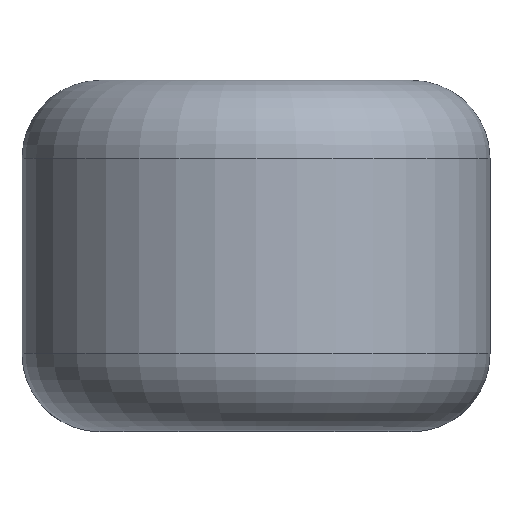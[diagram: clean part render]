
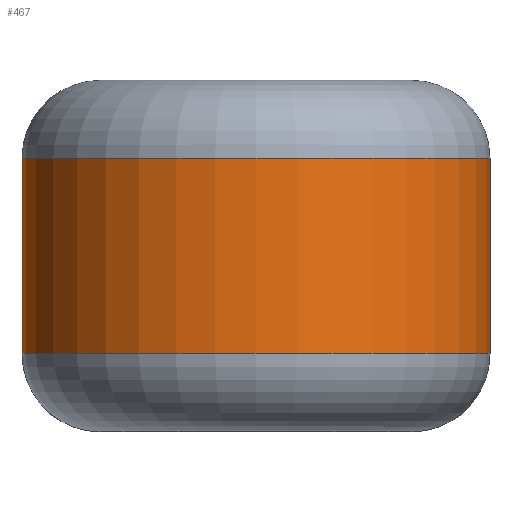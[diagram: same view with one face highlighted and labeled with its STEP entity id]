
A CAD part, top view. The second image highlights one B-rep face of the part: STEP entity #467.
In plain terms, the highlighted cylindrical face has radius 6 mm (diameter 12 mm), a partial arc.
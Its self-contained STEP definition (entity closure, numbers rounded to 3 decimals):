
#45=FACE_OUTER_BOUND('',#72,.T.);
#72=EDGE_LOOP('',(#361,#362,#363,#364));
#107=LINE('',#792,#143);
#110=LINE('',#798,#146);
#143=VECTOR('',#640,10.);
#146=VECTOR('',#645,10.);
#179=CIRCLE('',#524,6.);
#181=CIRCLE('',#529,6.);
#216=VERTEX_POINT('',#773);
#218=VERTEX_POINT('',#779);
#222=VERTEX_POINT('',#791);
#224=VERTEX_POINT('',#797);
#271=EDGE_CURVE('',#216,#218,#179,.T.);
#275=EDGE_CURVE('',#222,#218,#107,.T.);
#278=EDGE_CURVE('',#216,#224,#110,.T.);
#279=EDGE_CURVE('',#222,#224,#181,.T.);
#361=ORIENTED_EDGE('',*,*,#271,.F.);
#362=ORIENTED_EDGE('',*,*,#278,.T.);
#363=ORIENTED_EDGE('',*,*,#279,.F.);
#364=ORIENTED_EDGE('',*,*,#275,.T.);
#449=CYLINDRICAL_SURFACE('',#528,6.);
#467=ADVANCED_FACE('',(#45),#449,.T.);
#524=AXIS2_PLACEMENT_3D('',#783,#630,#631);
#528=AXIS2_PLACEMENT_3D('',#796,#643,#644);
#529=AXIS2_PLACEMENT_3D('',#799,#646,#647);
#630=DIRECTION('center_axis',(0.,1.,0.));
#631=DIRECTION('ref_axis',(0.,0.,1.));
#640=DIRECTION('',(0.,1.,0.));
#643=DIRECTION('center_axis',(0.,1.,0.));
#644=DIRECTION('ref_axis',(1.,0.,0.));
#645=DIRECTION('',(0.,-1.,0.));
#646=DIRECTION('center_axis',(0.,-1.,0.));
#647=DIRECTION('ref_axis',(0.,0.,1.));
#773=CARTESIAN_POINT('',(-6.,2.5,0.));
#779=CARTESIAN_POINT('',(6.,2.5,0.));
#783=CARTESIAN_POINT('Origin',(0.,2.5,0.));
#791=CARTESIAN_POINT('',(6.,-2.5,0.));
#792=CARTESIAN_POINT('',(6.,0.,0.));
#796=CARTESIAN_POINT('Origin',(0.,0.,0.));
#797=CARTESIAN_POINT('',(-6.,-2.5,0.));
#798=CARTESIAN_POINT('',(-6.,0.,0.));
#799=CARTESIAN_POINT('Origin',(0.,-2.5,0.));
